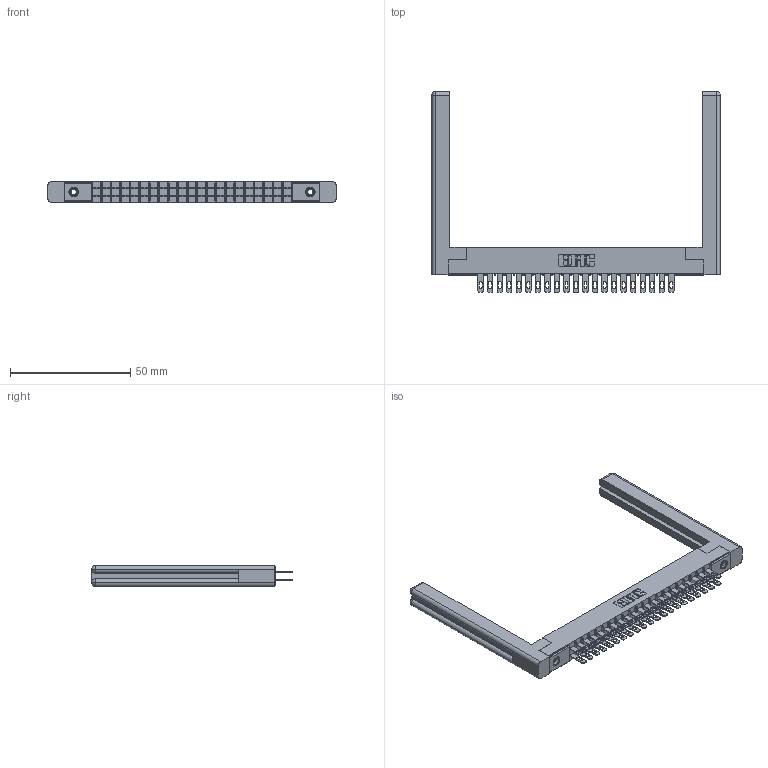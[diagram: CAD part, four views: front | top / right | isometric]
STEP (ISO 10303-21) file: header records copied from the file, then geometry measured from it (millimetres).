
FILE_DESCRIPTION (( 'STEP AP203' ), '1' );
FILE_NAME ('355-042-500-258.STEP', '2019-09-11T13:32:06', ( '' ), ( '' ), 'SwSTEP 2.0', 'SolidWorks 2016', '' );
FILE_SCHEMA (( 'CONFIG_CONTROL_DESIGN' ));
Length unit declared in the file: inch
Products named in the file (5): 355-042-500-258; 305 Part_.156 Dia; 307-220-058; 345-250-001_345-250-001-102; 305-290-001_500
Assembly tree (47 placements, depth 2):
  355-042-500-258
    305 Part_.156 Dia
    305-290-001_500  x42
    345-250-001_345-250-001-102  x2
    307-220-058  x2
Bounding box: 119.84 x 83.49 x 8.71 mm (x, y, z)
Volume: 15366.3 mm3; surface area: 20175.4 mm2
Topology: 47 solids, 47 shells, 2358 faces, 6697 edges, 4338 vertices
Faces by surface type: plane 1328, cylinder 922, sphere 84, cone 12, torus 12
Entity records: 27949 total; most frequent: CARTESIAN_POINT 4640, ORIENTED_EDGE 4544, DIRECTION 4470, EDGE_CURVE 2272, LINE 1802, VECTOR 1802, VERTEX_POINT 1450, AXIS2_PLACEMENT_3D 1334
